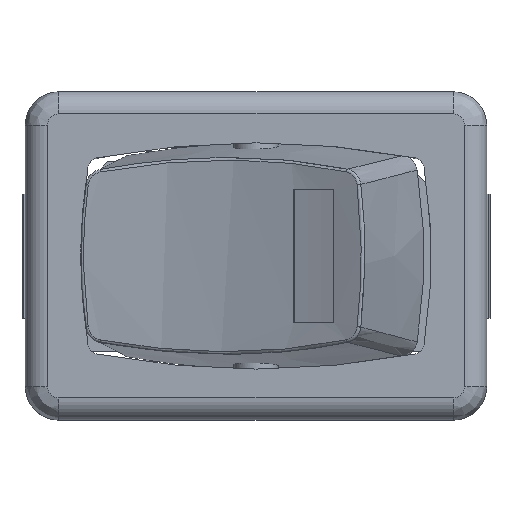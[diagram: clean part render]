
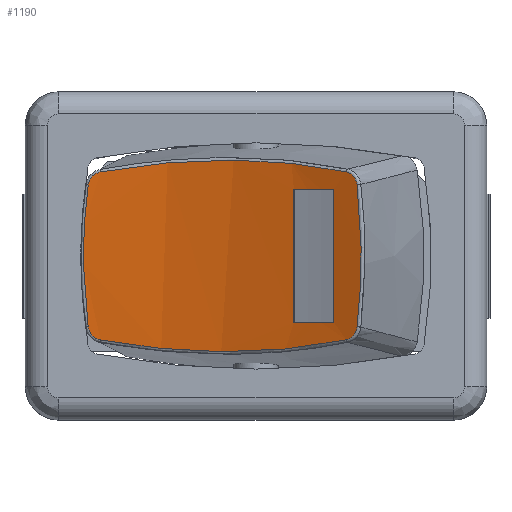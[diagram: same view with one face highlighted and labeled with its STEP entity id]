
A CAD part, top view. The second image highlights one B-rep face of the part: STEP entity #1190.
In plain terms, the highlighted cylindrical face has radius 27 mm (diameter 54 mm), a partial arc.
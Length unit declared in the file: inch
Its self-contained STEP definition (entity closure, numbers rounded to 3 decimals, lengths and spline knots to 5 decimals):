
#752=CARTESIAN_POINT('',(-0.29802,0.1259,0.60929));
#753=VERTEX_POINT('',#752);
#761=CARTESIAN_POINT('',(-0.27596,0.14908,0.61084));
#762=VERTEX_POINT('',#761);
#763=CARTESIAN_POINT('',(-0.29802,0.1259,0.60929));
#764=CARTESIAN_POINT('',(-0.29726,0.13154,0.60934));
#765=CARTESIAN_POINT('',(-0.29207,0.14232,0.60964));
#766=CARTESIAN_POINT('',(-0.28152,0.14806,0.61039));
#767=CARTESIAN_POINT('',(-0.27596,0.14908,0.61084));
#768=B_SPLINE_CURVE_WITH_KNOTS('',3,(#763,#764,#765,#766,#767),.UNSPECIFIED.,.F.,.U.,(4,1,4),(0.,0.04336,0.08673),.UNSPECIFIED.);
#769=EDGE_CURVE('',#753,#762,#768,.T.);
#850=CARTESIAN_POINT('',(0.16019,0.14908,0.74419));
#851=VERTEX_POINT('',#850);
#852=CARTESIAN_POINT('',(-0.27596,0.14908,0.61084));
#853=CARTESIAN_POINT('',(-0.21122,0.16088,0.61607));
#854=CARTESIAN_POINT('',(-0.05907,0.17736,0.64239));
#855=CARTESIAN_POINT('',(0.08474,0.16481,0.70169));
#856=CARTESIAN_POINT('',(0.16019,0.14908,0.74419));
#857=B_SPLINE_CURVE_WITH_KNOTS('',3,(#852,#853,#854,#855,#856),.UNSPECIFIED.,.F.,.U.,(4,1,4),(0.14508,0.64964,1.3224),.UNSPECIFIED.);
#858=EDGE_CURVE('',#762,#851,#857,.T.);
#903=CARTESIAN_POINT('',(0.17935,0.1259,0.75524));
#904=VERTEX_POINT('',#903);
#905=CARTESIAN_POINT('',(0.16019,0.14908,0.74419));
#906=CARTESIAN_POINT('',(0.16505,0.14806,0.74692));
#907=CARTESIAN_POINT('',(0.17416,0.1424,0.75216));
#908=CARTESIAN_POINT('',(0.17869,0.13154,0.75485));
#909=CARTESIAN_POINT('',(0.17935,0.1259,0.75524));
#910=B_SPLINE_CURVE_WITH_KNOTS('',3,(#905,#906,#907,#908,#909),.UNSPECIFIED.,.F.,.U.,(4,1,4),(0.,0.04337,0.08673),.UNSPECIFIED.);
#911=EDGE_CURVE('',#851,#904,#910,.T.);
#1031=CARTESIAN_POINT('',(0.17935,-0.1259,0.75524));
#1032=VERTEX_POINT('',#1031);
#1040=CARTESIAN_POINT('',(0.16019,-0.14908,0.74419));
#1041=VERTEX_POINT('',#1040);
#1042=CARTESIAN_POINT('',(0.17935,-0.1259,0.75524));
#1043=CARTESIAN_POINT('',(0.17869,-0.13154,0.75485));
#1044=CARTESIAN_POINT('',(0.17422,-0.14232,0.7522));
#1045=CARTESIAN_POINT('',(0.16505,-0.14806,0.74692));
#1046=CARTESIAN_POINT('',(0.16019,-0.14908,0.74419));
#1047=B_SPLINE_CURVE_WITH_KNOTS('',3,(#1042,#1043,#1044,#1045,#1046),.UNSPECIFIED.,.F.,.U.,(4,1,4),(0.0,0.04336,0.08673),.UNSPECIFIED.);
#1048=EDGE_CURVE('',#1032,#1041,#1047,.T.);
#1088=CARTESIAN_POINT('',(-0.27596,-0.14908,0.61084));
#1089=VERTEX_POINT('',#1088);
#1090=CARTESIAN_POINT('',(0.16019,-0.14908,0.74419));
#1091=CARTESIAN_POINT('',(0.1036,-0.16088,0.71232));
#1092=CARTESIAN_POINT('',(-0.03726,-0.17736,0.64906));
#1093=CARTESIAN_POINT('',(-0.18964,-0.16481,0.61781));
#1094=CARTESIAN_POINT('',(-0.27596,-0.14908,0.61084));
#1095=B_SPLINE_CURVE_WITH_KNOTS('',3,(#1090,#1091,#1092,#1093,#1094),.UNSPECIFIED.,.F.,.U.,(4,1,4),(0.14508,0.64964,1.3224),.UNSPECIFIED.);
#1096=EDGE_CURVE('',#1041,#1089,#1095,.T.);
#1118=CARTESIAN_POINT('',(-0.36144,0.1871,1.67039));
#1119=DIRECTION('',(0.0,-1.0,0.0));
#1120=DIRECTION('',(-0.527,0.0,0.85));
#1121=AXIS2_PLACEMENT_3D('',#1118,#1119,#1120);
#1122=CYLINDRICAL_SURFACE('',#1121,1.06299);
#1123=ORIENTED_EDGE('',*,*,#769,.F.);
#1124=CARTESIAN_POINT('',(-0.29802,-0.1259,0.60929));
#1125=VERTEX_POINT('',#1124);
#1126=CARTESIAN_POINT('',(0.39763,-0.00001,0.65087));
#1127=DIRECTION('',(0.06,0.,-0.998));
#1128=DIRECTION('',(0.,1.,0.));
#1129=AXIS2_PLACEMENT_3D('',#1126,#1127,#1128);
#1130=ELLIPSE('',#1129,0.81446,0.70538);
#1131=EDGE_CURVE('',#1125,#753,#1130,.T.);
#1132=ORIENTED_EDGE('',*,*,#1131,.F.);
#1133=CARTESIAN_POINT('',(-0.27596,-0.14908,0.61084));
#1134=CARTESIAN_POINT('',(-0.28152,-0.14806,0.61039));
#1135=CARTESIAN_POINT('',(-0.29199,-0.1424,0.60965));
#1136=CARTESIAN_POINT('',(-0.29726,-0.13154,0.60934));
#1137=CARTESIAN_POINT('',(-0.29802,-0.1259,0.60929));
#1138=B_SPLINE_CURVE_WITH_KNOTS('',3,(#1133,#1134,#1135,#1136,#1137),.UNSPECIFIED.,.F.,.U.,(4,1,4),(0.,0.04337,0.08673),.UNSPECIFIED.);
#1139=EDGE_CURVE('',#1089,#1125,#1138,.T.);
#1140=ORIENTED_EDGE('',*,*,#1139,.F.);
#1141=ORIENTED_EDGE('',*,*,#1096,.F.);
#1142=ORIENTED_EDGE('',*,*,#1048,.F.);
#1143=CARTESIAN_POINT('',(-0.42062,0.00001,0.4007));
#1144=DIRECTION('',(0.509,0.,-0.861));
#1145=DIRECTION('',(0.,1.,0.));
#1146=AXIS2_PLACEMENT_3D('',#1143,#1144,#1145);
#1147=ELLIPSE('',#1146,0.81446,0.70538);
#1148=EDGE_CURVE('',#904,#1032,#1147,.T.);
#1149=ORIENTED_EDGE('',*,*,#1148,.F.);
#1150=ORIENTED_EDGE('',*,*,#911,.F.);
#1151=ORIENTED_EDGE('',*,*,#858,.F.);
#1152=EDGE_LOOP('',(#1123,#1132,#1140,#1141,#1142,#1149,#1150,#1151));
#1153=FACE_OUTER_BOUND('',#1152,.T.);
#1154=CARTESIAN_POINT('',(0.06737,-0.11811,0.69773));
#1155=VERTEX_POINT('',#1154);
#1156=CARTESIAN_POINT('',(0.06737,0.11811,0.69773));
#1157=VERTEX_POINT('',#1156);
#1158=CARTESIAN_POINT('',(0.06737,-0.11811,0.69773));
#1159=DIRECTION('',(0.0,1.0,0.0));
#1160=VECTOR('',#1159,0.23622);
#1161=LINE('',#1158,#1160);
#1162=EDGE_CURVE('',#1155,#1157,#1161,.T.);
#1163=ORIENTED_EDGE('',*,*,#1162,.T.);
#1164=CARTESIAN_POINT('',(0.13818,0.11811,0.73213));
#1165=VERTEX_POINT('',#1164);
#1166=CARTESIAN_POINT('',(-0.36144,0.11811,1.67039));
#1167=DIRECTION('',(0.0,-1.0,0.0));
#1168=DIRECTION('',(-0.527,0.0,0.85));
#1169=AXIS2_PLACEMENT_3D('',#1166,#1167,#1168);
#1170=CIRCLE('',#1169,1.06299);
#1171=EDGE_CURVE('',#1157,#1165,#1170,.T.);
#1172=ORIENTED_EDGE('',*,*,#1171,.T.);
#1173=CARTESIAN_POINT('',(0.13818,-0.11811,0.73213));
#1174=VERTEX_POINT('',#1173);
#1175=CARTESIAN_POINT('',(0.13818,0.11811,0.73213));
#1176=DIRECTION('',(0.0,-1.0,0.0));
#1177=VECTOR('',#1176,0.23622);
#1178=LINE('',#1175,#1177);
#1179=EDGE_CURVE('',#1165,#1174,#1178,.T.);
#1180=ORIENTED_EDGE('',*,*,#1179,.T.);
#1181=CARTESIAN_POINT('',(-0.36144,-0.11811,1.67039));
#1182=DIRECTION('',(0.0,1.0,0.0));
#1183=DIRECTION('',(-0.527,0.0,0.85));
#1184=AXIS2_PLACEMENT_3D('',#1181,#1182,#1183);
#1185=CIRCLE('',#1184,1.06299);
#1186=EDGE_CURVE('',#1174,#1155,#1185,.T.);
#1187=ORIENTED_EDGE('',*,*,#1186,.T.);
#1188=EDGE_LOOP('',(#1163,#1172,#1180,#1187));
#1189=FACE_BOUND('',#1188,.T.);
#1190=ADVANCED_FACE('',(#1153,#1189),#1122,.F.);
